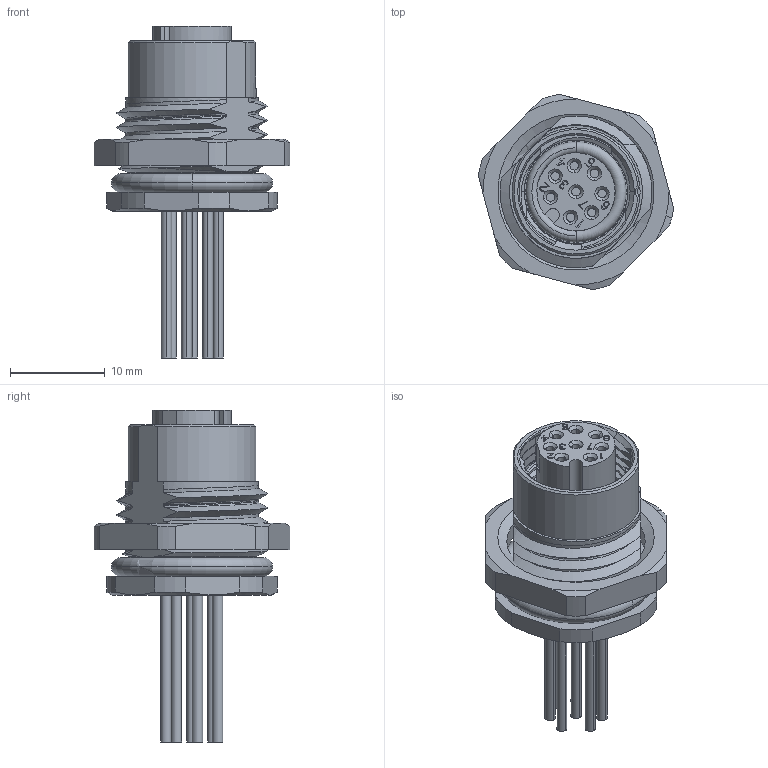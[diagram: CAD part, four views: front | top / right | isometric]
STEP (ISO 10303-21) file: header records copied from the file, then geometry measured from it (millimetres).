
FILE_DESCRIPTION(/* description */ ('Alibre Inc.'),/* implementation_level */ '2;1');
FILE_NAME(/* name */ 'export-EC04CEE5-0E57-42F5-BCD0-237213C80900',/* time_stamp */ '2021-02-03T21:13:59+01:00',/* author */ (''),/* organization */ (''),/* preprocessor_version */ 'ST-DEVELOPER v17',/* originating_system */ 'Alibre',/* authorisation */ '');
FILE_SCHEMA (('AUTOMOTIVE_DESIGN'));
Length unit declared in the file: millimetre
Products named in the file (3): 1416340; 415371; 1416340_ASM
Bounding box: 20.61 x 20.61 x 35 mm (x, y, z)
Volume: 3213.7 mm3; surface area: 3581.2 mm2
Topology: 2 solids, 18 shells, 870 faces, 2362 edges, 1553 vertices
Faces by surface type: plane 442, bspline 260, cylinder 109, cone 44, torus 15
Entity records: 50528 total; most frequent: CARTESIAN_POINT 31226, ORIENTED_EDGE 4722, DIRECTION 2507, EDGE_CURVE 2361, VERTEX_POINT 1553, VECTOR 1391, LINE 1391, EDGE_LOOP 908
